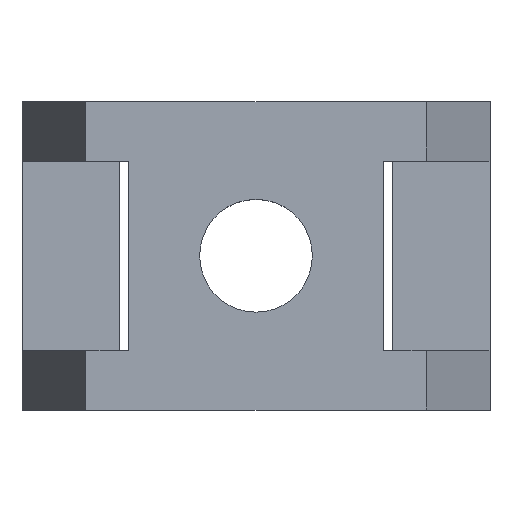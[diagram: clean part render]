
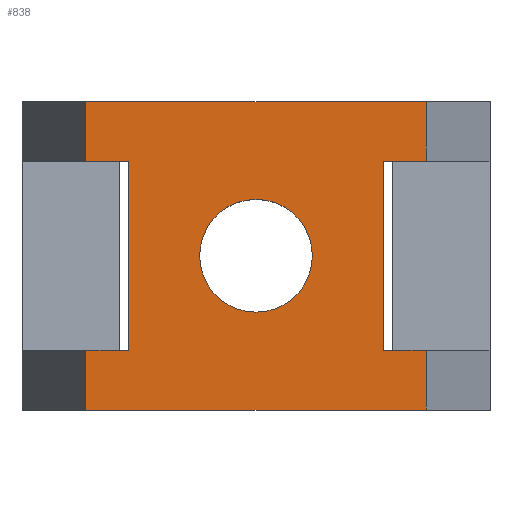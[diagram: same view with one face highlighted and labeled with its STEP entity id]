
A CAD part, top view. The second image highlights one B-rep face of the part: STEP entity #838.
In plain terms, the highlighted planar face has unit normal (0, 0, 1).
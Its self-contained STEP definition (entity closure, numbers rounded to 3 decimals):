
#53 = LINE ( 'NONE', #297, #485 ) ;
#59 = LINE ( 'NONE', #223, #1152 ) ;
#60 = ORIENTED_EDGE ( 'NONE', *, *, #704, .T. ) ;
#75 = DIRECTION ( 'NONE',  ( 1., 0., 0. ) ) ;
#98 = VERTEX_POINT ( 'NONE', #1134 ) ;
#103 = CARTESIAN_POINT ( 'NONE',  ( -8., 7.25, 0. ) ) ;
#120 = VECTOR ( 'NONE', #905, 1000. ) ;
#147 = VERTEX_POINT ( 'NONE', #763 ) ;
#156 = LINE ( 'NONE', #951, #665 ) ;
#158 = VERTEX_POINT ( 'NONE', #226 ) ;
#168 = DIRECTION ( 'NONE',  ( 1., 0., 0. ) ) ;
#170 = VERTEX_POINT ( 'NONE', #692 ) ;
#183 = CARTESIAN_POINT ( 'NONE',  ( 6., 4.45, 0. ) ) ;
#188 = DIRECTION ( 'NONE',  ( 0., -1., 0. ) ) ;
#191 = DIRECTION ( 'NONE',  ( -1., 0., 0. ) ) ;
#203 = VERTEX_POINT ( 'NONE', #741 ) ;
#208 = DIRECTION ( 'NONE',  ( 0., -1., 0. ) ) ;
#215 = CARTESIAN_POINT ( 'NONE',  ( -2.65, 0., 0. ) ) ;
#223 = CARTESIAN_POINT ( 'NONE',  ( -8., -7.25, 0. ) ) ;
#226 = CARTESIAN_POINT ( 'NONE',  ( 8., -7.25, 0. ) ) ;
#237 = VECTOR ( 'NONE', #191, 1000. ) ;
#240 = ORIENTED_EDGE ( 'NONE', *, *, #492, .F. ) ;
#242 = EDGE_CURVE ( 'NONE', #398, #478, #842, .T. ) ;
#263 = CARTESIAN_POINT ( 'NONE',  ( 11., 4.45, 0. ) ) ;
#297 = CARTESIAN_POINT ( 'NONE',  ( 8., 7.25, 0. ) ) ;
#302 = CARTESIAN_POINT ( 'NONE',  ( 8., 7.25, 0. ) ) ;
#303 = DIRECTION ( 'NONE',  ( 0., -1., 0. ) ) ;
#311 = VERTEX_POINT ( 'NONE', #448 ) ;
#317 = LINE ( 'NONE', #678, #930 ) ;
#335 = EDGE_CURVE ( 'NONE', #787, #311, #383, .T. ) ;
#343 = EDGE_CURVE ( 'NONE', #1031, #1150, #610, .T. ) ;
#351 = EDGE_CURVE ( 'NONE', #897, #203, #882, .T. ) ;
#370 = DIRECTION ( 'NONE',  ( 0., 0., -1. ) ) ;
#382 = PLANE ( 'NONE',  #630 ) ;
#383 = LINE ( 'NONE', #103, #927 ) ;
#398 = VERTEX_POINT ( 'NONE', #215 ) ;
#415 = CARTESIAN_POINT ( 'NONE',  ( -6., -4.45, 0. ) ) ;
#418 = DIRECTION ( 'NONE',  ( 1., 0., 0. ) ) ;
#444 = EDGE_CURVE ( 'NONE', #98, #158, #753, .T. ) ;
#448 = CARTESIAN_POINT ( 'NONE',  ( -8., -7.25, 0. ) ) ;
#465 = CARTESIAN_POINT ( 'NONE',  ( -8., 7.25, 0. ) ) ;
#472 = ORIENTED_EDGE ( 'NONE', *, *, #1071, .F. ) ;
#478 = VERTEX_POINT ( 'NONE', #1026 ) ;
#485 = VECTOR ( 'NONE', #303, 1000. ) ;
#492 = EDGE_CURVE ( 'NONE', #170, #98, #317, .T. ) ;
#502 = DIRECTION ( 'NONE',  ( 1., 0., 0. ) ) ;
#520 = LINE ( 'NONE', #263, #738 ) ;
#527 = VECTOR ( 'NONE', #75, 1000. ) ;
#536 = DIRECTION ( 'NONE',  ( 0., 0., 1. ) ) ;
#540 = CARTESIAN_POINT ( 'NONE',  ( -6., 4.45, 0. ) ) ;
#544 = FACE_BOUND ( 'NONE', #725, .T. ) ;
#554 = CARTESIAN_POINT ( 'NONE',  ( -6., 4.45, 0. ) ) ;
#561 = LINE ( 'NONE', #1086, #237 ) ;
#574 = ORIENTED_EDGE ( 'NONE', *, *, #343, .F. ) ;
#576 = EDGE_CURVE ( 'NONE', #203, #970, #53, .T. ) ;
#582 = ORIENTED_EDGE ( 'NONE', *, *, #576, .F. ) ;
#586 = EDGE_CURVE ( 'NONE', #311, #158, #59, .T. ) ;
#608 = CARTESIAN_POINT ( 'NONE',  ( 0., 0., 0. ) ) ;
#610 = LINE ( 'NONE', #554, #862 ) ;
#617 = DIRECTION ( 'NONE',  ( 0., 0., 1. ) ) ;
#623 = CARTESIAN_POINT ( 'NONE',  ( -11., -4.45, 0. ) ) ;
#627 = EDGE_CURVE ( 'NONE', #787, #1031, #869, .T. ) ;
#628 = ORIENTED_EDGE ( 'NONE', *, *, #627, .F. ) ;
#629 = CARTESIAN_POINT ( 'NONE',  ( -8., 7.25, 0. ) ) ;
#630 = AXIS2_PLACEMENT_3D ( 'NONE', #739, #370, #916 ) ;
#633 = ORIENTED_EDGE ( 'NONE', *, *, #645, .F. ) ;
#641 = ORIENTED_EDGE ( 'NONE', *, *, #242, .F. ) ;
#643 = FACE_OUTER_BOUND ( 'NONE', #734, .T. ) ;
#645 = EDGE_CURVE ( 'NONE', #970, #900, #520, .T. ) ;
#665 = VECTOR ( 'NONE', #1120, 1000. ) ;
#678 = CARTESIAN_POINT ( 'NONE',  ( 11., -4.45, 0. ) ) ;
#692 = CARTESIAN_POINT ( 'NONE',  ( 6., -4.45, 0. ) ) ;
#693 = CIRCLE ( 'NONE', #1109, 2.65 ) ;
#704 = EDGE_CURVE ( 'NONE', #897, #147, #156, .T. ) ;
#725 = EDGE_LOOP ( 'NONE', ( #1008, #641 ) ) ;
#733 = CARTESIAN_POINT ( 'NONE',  ( 0., 0., 0. ) ) ;
#734 = EDGE_LOOP ( 'NONE', ( #574, #628, #981, #1063, #1094, #240, #954, #633, #582, #1100, #60, #472 ) ) ;
#738 = VECTOR ( 'NONE', #880, 1000. ) ;
#739 = CARTESIAN_POINT ( 'NONE',  ( -8., 7.25, 0. ) ) ;
#741 = CARTESIAN_POINT ( 'NONE',  ( 8., 7.25, 0. ) ) ;
#749 = VECTOR ( 'NONE', #208, 1000. ) ;
#753 = LINE ( 'NONE', #302, #749 ) ;
#763 = CARTESIAN_POINT ( 'NONE',  ( -8., 4.45, 0. ) ) ;
#765 = EDGE_CURVE ( 'NONE', #900, #170, #1083, .T. ) ;
#787 = VERTEX_POINT ( 'NONE', #823 ) ;
#788 = AXIS2_PLACEMENT_3D ( 'NONE', #733, #617, #878 ) ;
#823 = CARTESIAN_POINT ( 'NONE',  ( -8., -4.45, 0. ) ) ;
#838 = ADVANCED_FACE ( 'NONE', ( #544, #643 ), #382, .F. ) ;
#841 = CARTESIAN_POINT ( 'NONE',  ( 8., 4.45, 0. ) ) ;
#842 = CIRCLE ( 'NONE', #788, 2.65 ) ;
#862 = VECTOR ( 'NONE', #959, 1000. ) ;
#869 = LINE ( 'NONE', #623, #1046 ) ;
#878 = DIRECTION ( 'NONE',  ( 1., 0., 0. ) ) ;
#880 = DIRECTION ( 'NONE',  ( -1., 0., 0. ) ) ;
#881 = DIRECTION ( 'NONE',  ( 1., 0., 0. ) ) ;
#882 = LINE ( 'NONE', #465, #527 ) ;
#897 = VERTEX_POINT ( 'NONE', #629 ) ;
#900 = VERTEX_POINT ( 'NONE', #183 ) ;
#905 = DIRECTION ( 'NONE',  ( 0., -1., 0. ) ) ;
#916 = DIRECTION ( 'NONE',  ( -1., 0., 0. ) ) ;
#927 = VECTOR ( 'NONE', #188, 1000. ) ;
#930 = VECTOR ( 'NONE', #502, 1000. ) ;
#951 = CARTESIAN_POINT ( 'NONE',  ( -8., 7.25, 0. ) ) ;
#954 = ORIENTED_EDGE ( 'NONE', *, *, #765, .F. ) ;
#959 = DIRECTION ( 'NONE',  ( 0., 1., 0. ) ) ;
#970 = VERTEX_POINT ( 'NONE', #841 ) ;
#981 = ORIENTED_EDGE ( 'NONE', *, *, #335, .T. ) ;
#1008 = ORIENTED_EDGE ( 'NONE', *, *, #1139, .F. ) ;
#1026 = CARTESIAN_POINT ( 'NONE',  ( 2.65, 0., 0. ) ) ;
#1031 = VERTEX_POINT ( 'NONE', #415 ) ;
#1046 = VECTOR ( 'NONE', #168, 1000. ) ;
#1060 = CARTESIAN_POINT ( 'NONE',  ( 6., 4.45, 0. ) ) ;
#1063 = ORIENTED_EDGE ( 'NONE', *, *, #586, .T. ) ;
#1071 = EDGE_CURVE ( 'NONE', #1150, #147, #561, .T. ) ;
#1083 = LINE ( 'NONE', #1060, #120 ) ;
#1086 = CARTESIAN_POINT ( 'NONE',  ( -11., 4.45, 0. ) ) ;
#1094 = ORIENTED_EDGE ( 'NONE', *, *, #444, .F. ) ;
#1100 = ORIENTED_EDGE ( 'NONE', *, *, #351, .F. ) ;
#1109 = AXIS2_PLACEMENT_3D ( 'NONE', #608, #536, #881 ) ;
#1120 = DIRECTION ( 'NONE',  ( 0., -1., 0. ) ) ;
#1134 = CARTESIAN_POINT ( 'NONE',  ( 8., -4.45, 0. ) ) ;
#1139 = EDGE_CURVE ( 'NONE', #478, #398, #693, .T. ) ;
#1150 = VERTEX_POINT ( 'NONE', #540 ) ;
#1152 = VECTOR ( 'NONE', #418, 1000. ) ;
